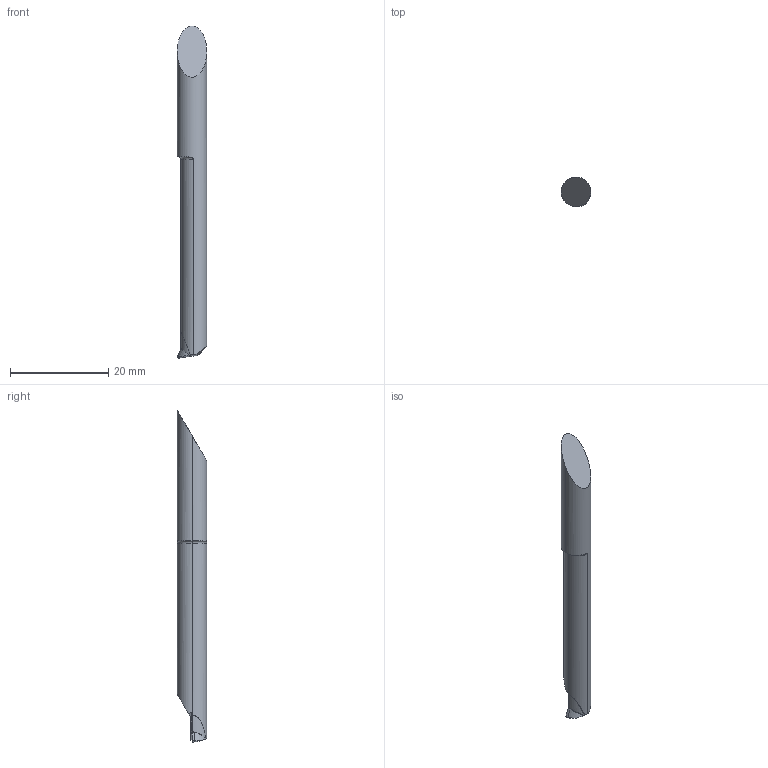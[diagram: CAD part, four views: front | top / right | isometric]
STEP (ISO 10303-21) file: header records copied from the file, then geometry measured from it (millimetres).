
FILE_DESCRIPTION(/* description */ (''),/* implementation_level */ '2;1');
FILE_NAME(/* name */ '1634711296889.stp',/* time_stamp */ '2021-10-20T11:58:26+05:00',/* author */ (''),/* organization */ ('SMS'),/* preprocessor_version */ 'ST-DEVELOPER v16.7',/* originating_system */ 'SIEMENS PLM Software NX 12.0',/* authorisation */ '');
FILE_SCHEMA (('AUTOMOTIVE_DESIGN { 1 0 10303 214 3 1 1 1 }'));
Length unit declared in the file: millimetre
Products named in the file (1): 203800687mod000_00
Bounding box: 6 x 6 x 67.45 mm (x, y, z)
Volume: 1492.2 mm3; surface area: 1179.2 mm2
Topology: 2 solids, 2 shells, 30 faces, 75 edges, 53 vertices
Faces by surface type: plane 13, cylinder 9, bspline 6, torus 2
Entity records: 1208 total; most frequent: CARTESIAN_POINT 522, ORIENTED_EDGE 148, DIRECTION 103, EDGE_CURVE 74, VERTEX_POINT 48, AXIS2_PLACEMENT_3D 39, ADVANCED_FACE 30, FACE_OUTER_BOUND 30
